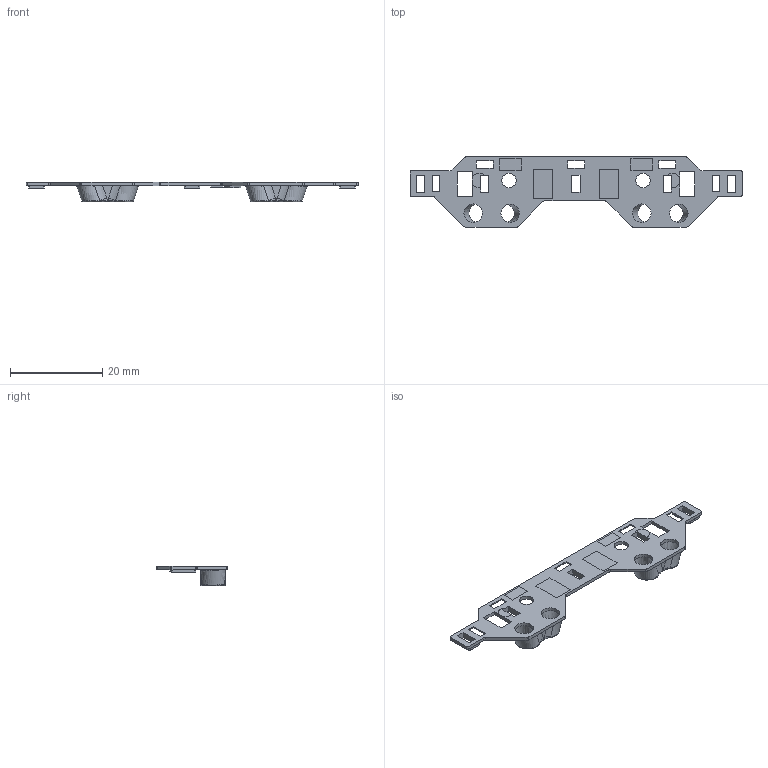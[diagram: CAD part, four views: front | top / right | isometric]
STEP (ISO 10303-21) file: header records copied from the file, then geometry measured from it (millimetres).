
FILE_DESCRIPTION(/* description */ (''),/* implementation_level */ '2;1');
FILE_NAME(/* name */ 'Arche-RoboCore Bot Team Karo v20.step',/* time_stamp */ '2023-09-22T16:01:14+02:00',/* author */ (''),/* organization */ (''),/* preprocessor_version */ 'ST-DEVELOPER v20',/* originating_system */ 'Autodesk Translation Framework v12.9.0.99',/* authorisation */ '');
FILE_SCHEMA (('AUTOMOTIVE_DESIGN { 1 0 10303 214 3 1 1 }'));
Length unit declared in the file: millimetre
Products named in the file (1): Arche-RoboCore Bot Team Karo
Bounding box: 72 x 15.22 x 4.25 mm (x, y, z)
Volume: 716.1 mm3; surface area: 2025.2 mm2
Topology: 1 solids, 1 shells, 283 faces, 791 edges, 509 vertices
Faces by surface type: plane 159, bspline 76, cylinder 48
Full cylindrical faces by diameter (mm): 3.1 x2, 4 x4
Entity records: 11964 total; most frequent: CARTESIAN_POINT 4929, ORIENTED_EDGE 1558, DIRECTION 1183, EDGE_CURVE 779, VERTEX_POINT 509, LINE 475, VECTOR 475, AXIS2_PLACEMENT_3D 354
